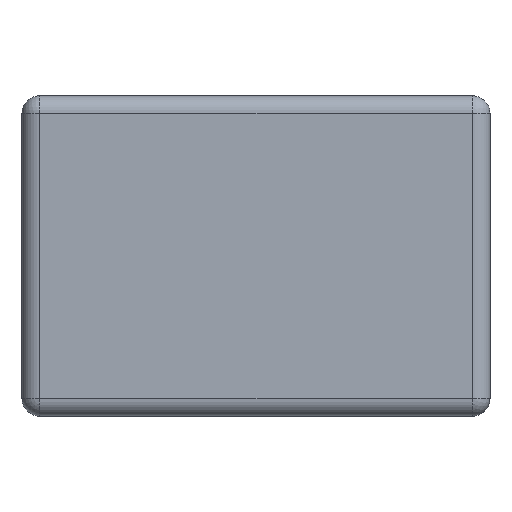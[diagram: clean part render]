
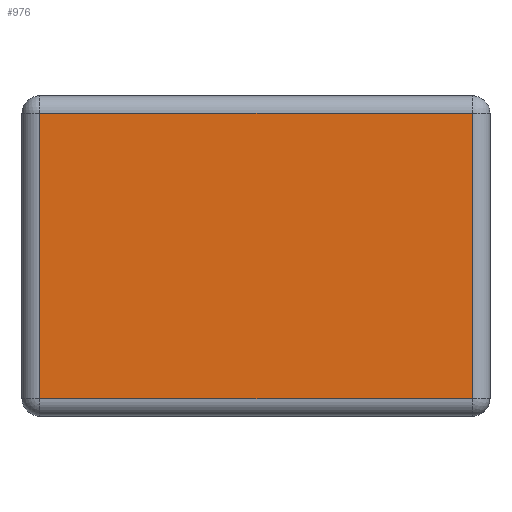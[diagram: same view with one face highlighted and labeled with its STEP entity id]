
A CAD part, left-side view. The second image highlights one B-rep face of the part: STEP entity #976.
In plain terms, the highlighted planar face has unit normal (-1, 0, 0).
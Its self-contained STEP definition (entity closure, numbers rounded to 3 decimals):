
#176=FACE_OUTER_BOUND('',#238,.T.);
#238=EDGE_LOOP('',(#876,#877,#878,#879));
#300=LINE('',#1651,#378);
#305=LINE('',#1671,#383);
#307=LINE('',#1688,#385);
#317=LINE('',#1716,#395);
#378=VECTOR('',#1325,10.);
#383=VECTOR('',#1350,10.);
#385=VECTOR('',#1372,10.);
#395=VECTOR('',#1410,10.);
#459=VERTEX_POINT('',#1638);
#461=VERTEX_POINT('',#1644);
#468=VERTEX_POINT('',#1666);
#471=VERTEX_POINT('',#1681);
#578=EDGE_CURVE('',#461,#459,#300,.T.);
#589=EDGE_CURVE('',#459,#468,#305,.T.);
#597=EDGE_CURVE('',#471,#461,#307,.T.);
#613=EDGE_CURVE('',#468,#471,#317,.T.);
#876=ORIENTED_EDGE('',*,*,#578,.F.);
#877=ORIENTED_EDGE('',*,*,#597,.F.);
#878=ORIENTED_EDGE('',*,*,#613,.F.);
#879=ORIENTED_EDGE('',*,*,#589,.F.);
#905=PLANE('',#1107);
#976=ADVANCED_FACE('',(#176),#905,.T.);
#1107=AXIS2_PLACEMENT_3D('',#1721,#1417,#1418);
#1325=DIRECTION('',(0.,1.,0.));
#1350=DIRECTION('',(0.,0.,1.));
#1372=DIRECTION('',(0.,0.,-1.));
#1410=DIRECTION('',(0.,-1.,0.));
#1417=DIRECTION('center_axis',(-1.,0.,0.));
#1418=DIRECTION('ref_axis',(0.,-1.,0.));
#1638=CARTESIAN_POINT('',(-0.77,0.393,0.032));
#1644=CARTESIAN_POINT('',(-0.77,-0.393,0.032));
#1651=CARTESIAN_POINT('',(-0.77,0.213,0.032));
#1666=CARTESIAN_POINT('',(-0.77,0.393,0.55));
#1671=CARTESIAN_POINT('',(-0.77,0.393,0.));
#1681=CARTESIAN_POINT('',(-0.77,-0.393,0.55));
#1688=CARTESIAN_POINT('',(-0.77,-0.393,0.));
#1716=CARTESIAN_POINT('',(-0.77,0.213,0.55));
#1721=CARTESIAN_POINT('Origin',(-0.77,0.425,0.));
